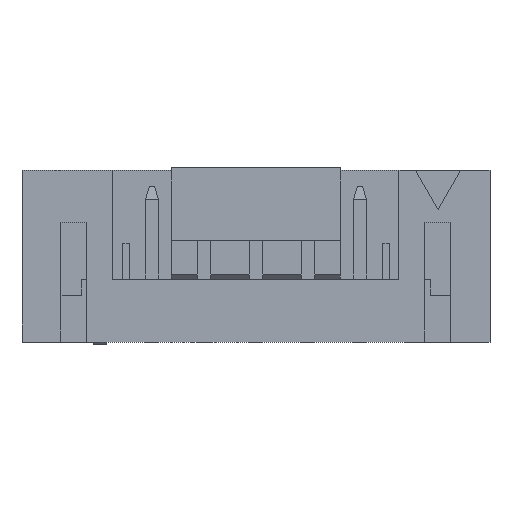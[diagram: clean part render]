
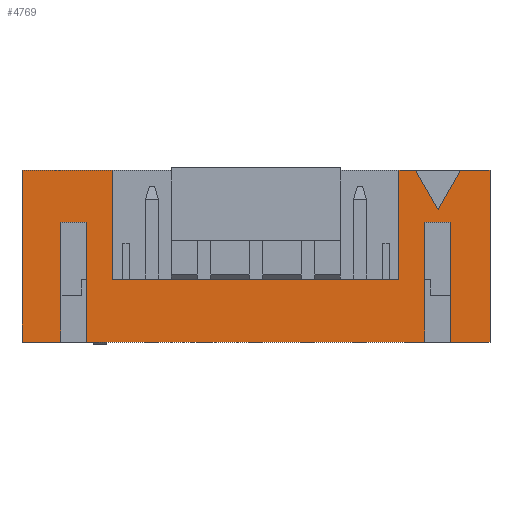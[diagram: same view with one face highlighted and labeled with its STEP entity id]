
A CAD part, front view. The second image highlights one B-rep face of the part: STEP entity #4769.
In plain terms, the highlighted planar face has unit normal (0, -1, 0).
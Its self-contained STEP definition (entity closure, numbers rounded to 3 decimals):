
#79=ORIENTED_EDGE('',*,*,#1485,.F.);
#80=ORIENTED_EDGE('',*,*,#1486,.F.);
#81=ORIENTED_EDGE('',*,*,#1487,.T.);
#82=ORIENTED_EDGE('',*,*,#1488,.F.);
#83=ORIENTED_EDGE('',*,*,#1489,.F.);
#84=ORIENTED_EDGE('',*,*,#1490,.T.);
#85=ORIENTED_EDGE('',*,*,#1491,.T.);
#86=ORIENTED_EDGE('',*,*,#1492,.F.);
#87=ORIENTED_EDGE('',*,*,#1493,.F.);
#88=ORIENTED_EDGE('',*,*,#1494,.F.);
#89=ORIENTED_EDGE('',*,*,#1495,.F.);
#90=ORIENTED_EDGE('',*,*,#1496,.F.);
#91=ORIENTED_EDGE('',*,*,#1497,.F.);
#92=ORIENTED_EDGE('',*,*,#1498,.F.);
#93=ORIENTED_EDGE('',*,*,#1499,.F.);
#94=ORIENTED_EDGE('',*,*,#1500,.F.);
#95=ORIENTED_EDGE('',*,*,#1501,.F.);
#96=ORIENTED_EDGE('',*,*,#1502,.T.);
#97=ORIENTED_EDGE('',*,*,#1503,.T.);
#1485=EDGE_CURVE('',#2188,#2189,#2650,.T.);
#1486=EDGE_CURVE('',#2190,#2188,#2651,.T.);
#1487=EDGE_CURVE('',#2190,#2191,#2652,.T.);
#1488=EDGE_CURVE('',#2192,#2191,#2653,.T.);
#1489=EDGE_CURVE('',#2193,#2192,#2654,.T.);
#1490=EDGE_CURVE('',#2193,#2194,#2655,.T.);
#1491=EDGE_CURVE('',#2194,#2195,#2656,.T.);
#1492=EDGE_CURVE('',#2196,#2195,#2657,.T.);
#1493=EDGE_CURVE('',#2197,#2196,#2658,.T.);
#1494=EDGE_CURVE('',#2198,#2197,#2659,.T.);
#1495=EDGE_CURVE('',#2199,#2198,#2660,.T.);
#1496=EDGE_CURVE('',#2200,#2199,#2661,.T.);
#1497=EDGE_CURVE('',#2201,#2200,#2662,.T.);
#1498=EDGE_CURVE('',#2202,#2201,#2663,.T.);
#1499=EDGE_CURVE('',#2203,#2202,#2664,.T.);
#1500=EDGE_CURVE('',#2204,#2203,#2665,.T.);
#1501=EDGE_CURVE('',#2205,#2204,#2666,.T.);
#1502=EDGE_CURVE('',#2205,#2206,#2667,.T.);
#1503=EDGE_CURVE('',#2206,#2189,#2668,.T.);
#2188=VERTEX_POINT('',#6523);
#2189=VERTEX_POINT('',#6524);
#2190=VERTEX_POINT('',#6526);
#2191=VERTEX_POINT('',#6528);
#2192=VERTEX_POINT('',#6530);
#2193=VERTEX_POINT('',#6532);
#2194=VERTEX_POINT('',#6534);
#2195=VERTEX_POINT('',#6536);
#2196=VERTEX_POINT('',#6538);
#2197=VERTEX_POINT('',#6540);
#2198=VERTEX_POINT('',#6542);
#2199=VERTEX_POINT('',#6544);
#2200=VERTEX_POINT('',#6546);
#2201=VERTEX_POINT('',#6548);
#2202=VERTEX_POINT('',#6550);
#2203=VERTEX_POINT('',#6552);
#2204=VERTEX_POINT('',#6554);
#2205=VERTEX_POINT('',#6556);
#2206=VERTEX_POINT('',#6558);
#2650=LINE('',#6522,#3347);
#2651=LINE('',#6525,#3348);
#2652=LINE('',#6527,#3349);
#2653=LINE('',#6529,#3350);
#2654=LINE('',#6531,#3351);
#2655=LINE('',#6533,#3352);
#2656=LINE('',#6535,#3353);
#2657=LINE('',#6537,#3354);
#2658=LINE('',#6539,#3355);
#2659=LINE('',#6541,#3356);
#2660=LINE('',#6543,#3357);
#2661=LINE('',#6545,#3358);
#2662=LINE('',#6547,#3359);
#2663=LINE('',#6549,#3360);
#2664=LINE('',#6551,#3361);
#2665=LINE('',#6553,#3362);
#2666=LINE('',#6555,#3363);
#2667=LINE('',#6557,#3364);
#2668=LINE('',#6559,#3365);
#3347=VECTOR('',#5315,1000.);
#3348=VECTOR('',#5316,1000.);
#3349=VECTOR('',#5317,1000.);
#3350=VECTOR('',#5318,1000.);
#3351=VECTOR('',#5319,1000.);
#3352=VECTOR('',#5320,1000.);
#3353=VECTOR('',#5321,1000.);
#3354=VECTOR('',#5322,1000.);
#3355=VECTOR('',#5323,1000.);
#3356=VECTOR('',#5324,1000.);
#3357=VECTOR('',#5325,1000.);
#3358=VECTOR('',#5326,1000.);
#3359=VECTOR('',#5327,1000.);
#3360=VECTOR('',#5328,1000.);
#3361=VECTOR('',#5329,1000.);
#3362=VECTOR('',#5330,1000.);
#3363=VECTOR('',#5331,1000.);
#3364=VECTOR('',#5332,1000.);
#3365=VECTOR('',#5333,1000.);
#4044=EDGE_LOOP('',(#79,#80,#81,#82,#83,#84,#85,#86,#87,#88,#89,#90,#91,
#92,#93,#94,#95,#96,#97));
#4289=FACE_BOUND('',#4044,.T.);
#4534=PLANE('',#5056);
#4769=ADVANCED_FACE('',(#4289),#4534,.T.);
#5056=AXIS2_PLACEMENT_3D('',#6521,#5313,#5314);
#5313=DIRECTION('',(0.,-1.,0.));
#5314=DIRECTION('',(0.,0.,-1.));
#5315=DIRECTION('',(0.5,0.,0.866));
#5316=DIRECTION('',(0.5,0.,-0.866));
#5317=DIRECTION('',(-1.,0.,0.));
#5318=DIRECTION('',(0.,0.,1.));
#5319=DIRECTION('',(1.,0.,0.));
#5320=DIRECTION('',(0.,0.,1.));
#5321=DIRECTION('',(-1.,0.,0.));
#5322=DIRECTION('',(0.,0.,1.));
#5323=DIRECTION('',(-1.,0.,0.));
#5324=DIRECTION('',(0.,0.,-1.));
#5325=DIRECTION('',(-1.,0.,0.));
#5326=DIRECTION('',(0.,0.,1.));
#5327=DIRECTION('',(-1.,0.,0.));
#5328=DIRECTION('',(0.,0.,-1.));
#5329=DIRECTION('',(-1.,0.,0.));
#5330=DIRECTION('',(0.,0.,1.));
#5331=DIRECTION('',(-1.,0.,0.));
#5332=DIRECTION('',(0.,0.,1.));
#5333=DIRECTION('',(-1.,0.,0.));
#6521=CARTESIAN_POINT('',(9.,-2.5,-3.3));
#6522=CARTESIAN_POINT('',(7.,-2.5,1.8));
#6523=CARTESIAN_POINT('',(7.,-2.5,1.8));
#6524=CARTESIAN_POINT('',(7.866,-2.5,3.3));
#6525=CARTESIAN_POINT('',(6.134,-2.5,3.3));
#6526=CARTESIAN_POINT('',(6.134,-2.5,3.3));
#6527=CARTESIAN_POINT('',(9.,-2.5,3.3));
#6528=CARTESIAN_POINT('',(5.5,-2.5,3.3));
#6529=CARTESIAN_POINT('',(5.5,-2.5,-0.9));
#6530=CARTESIAN_POINT('',(5.5,-2.5,-0.9));
#6531=CARTESIAN_POINT('',(-5.5,-2.5,-0.9));
#6532=CARTESIAN_POINT('',(-5.5,-2.5,-0.9));
#6533=CARTESIAN_POINT('',(-5.5,-2.5,-0.9));
#6534=CARTESIAN_POINT('',(-5.5,-2.5,3.3));
#6535=CARTESIAN_POINT('',(9.,-2.5,3.3));
#6536=CARTESIAN_POINT('',(-9.,-2.5,3.3));
#6537=CARTESIAN_POINT('',(-9.,-2.5,-3.3));
#6538=CARTESIAN_POINT('',(-9.,-2.5,-3.3));
#6539=CARTESIAN_POINT('',(9.,-2.5,-3.3));
#6540=CARTESIAN_POINT('',(-7.5,-2.5,-3.3));
#6541=CARTESIAN_POINT('',(-7.5,-2.5,1.3));
#6542=CARTESIAN_POINT('',(-7.5,-2.5,1.3));
#6543=CARTESIAN_POINT('',(-6.5,-2.5,1.3));
#6544=CARTESIAN_POINT('',(-6.5,-2.5,1.3));
#6545=CARTESIAN_POINT('',(-6.5,-2.5,-3.3));
#6546=CARTESIAN_POINT('',(-6.5,-2.5,-3.3));
#6547=CARTESIAN_POINT('',(9.,-2.5,-3.3));
#6548=CARTESIAN_POINT('',(6.5,-2.5,-3.3));
#6549=CARTESIAN_POINT('',(6.5,-2.5,1.3));
#6550=CARTESIAN_POINT('',(6.5,-2.5,1.3));
#6551=CARTESIAN_POINT('',(7.5,-2.5,1.3));
#6552=CARTESIAN_POINT('',(7.5,-2.5,1.3));
#6553=CARTESIAN_POINT('',(7.5,-2.5,-3.3));
#6554=CARTESIAN_POINT('',(7.5,-2.5,-3.3));
#6555=CARTESIAN_POINT('',(9.,-2.5,-3.3));
#6556=CARTESIAN_POINT('',(9.,-2.5,-3.3));
#6557=CARTESIAN_POINT('',(9.,-2.5,-3.3));
#6558=CARTESIAN_POINT('',(9.,-2.5,3.3));
#6559=CARTESIAN_POINT('',(9.,-2.5,3.3));
